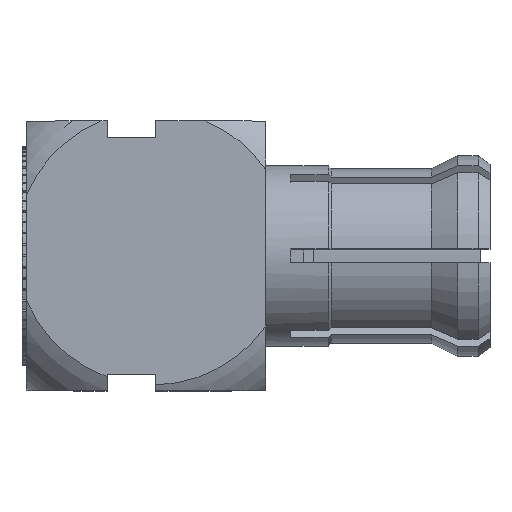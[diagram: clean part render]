
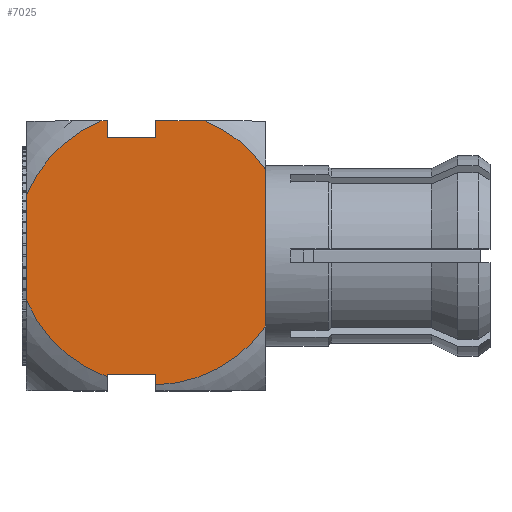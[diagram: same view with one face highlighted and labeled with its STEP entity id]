
A CAD part, top view. The second image highlights one B-rep face of the part: STEP entity #7025.
In plain terms, the highlighted planar face has unit normal (0, 0, 1).
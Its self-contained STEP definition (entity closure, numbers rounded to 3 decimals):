
#113=LINE('',#10516,#717);
#116=LINE('',#10538,#720);
#123=LINE('',#10592,#727);
#125=LINE('',#10617,#729);
#127=LINE('',#10640,#731);
#131=LINE('',#10653,#735);
#136=LINE('',#10675,#740);
#137=LINE('',#10678,#741);
#138=LINE('',#10680,#742);
#139=LINE('',#10682,#743);
#717=VECTOR('',#8306,1000.);
#720=VECTOR('',#8311,1000.);
#727=VECTOR('',#8326,1000.);
#729=VECTOR('',#8332,1000.);
#731=VECTOR('',#8336,1000.);
#735=VECTOR('',#8342,1000.);
#740=VECTOR('',#8365,1000.);
#741=VECTOR('',#8370,1000.);
#742=VECTOR('',#8371,1000.);
#743=VECTOR('',#8372,1000.);
#1327=PLANE('',#7519);
#1659=ORIENTED_EDGE('',*,*,#3785,.F.);
#1660=ORIENTED_EDGE('',*,*,#3756,.F.);
#1661=ORIENTED_EDGE('',*,*,#3786,.F.);
#1662=ORIENTED_EDGE('',*,*,#3774,.F.);
#1663=ORIENTED_EDGE('',*,*,#3787,.T.);
#1664=ORIENTED_EDGE('',*,*,#3769,.T.);
#1665=ORIENTED_EDGE('',*,*,#3788,.F.);
#1666=ORIENTED_EDGE('',*,*,#3763,.F.);
#1667=ORIENTED_EDGE('',*,*,#3789,.F.);
#1668=ORIENTED_EDGE('',*,*,#3736,.F.);
#1669=ORIENTED_EDGE('',*,*,#3790,.F.);
#1670=ORIENTED_EDGE('',*,*,#3791,.T.);
#1671=ORIENTED_EDGE('',*,*,#3792,.T.);
#1672=ORIENTED_EDGE('',*,*,#3742,.F.);
#3736=EDGE_CURVE('',#4805,#4806,#113,.T.);
#3742=EDGE_CURVE('',#4811,#4812,#116,.T.);
#3756=EDGE_CURVE('',#4824,#4825,#123,.T.);
#3763=EDGE_CURVE('',#4829,#4830,#125,.T.);
#3769=EDGE_CURVE('',#4834,#4833,#127,.T.);
#3774=EDGE_CURVE('',#4837,#4838,#131,.T.);
#3785=EDGE_CURVE('',#4825,#4811,#5539,.T.);
#3786=EDGE_CURVE('',#4838,#4824,#5540,.T.);
#3787=EDGE_CURVE('',#4837,#4834,#136,.T.);
#3788=EDGE_CURVE('',#4830,#4833,#5541,.T.);
#3789=EDGE_CURVE('',#4806,#4829,#5542,.T.);
#3790=EDGE_CURVE('',#4842,#4805,#137,.T.);
#3791=EDGE_CURVE('',#4842,#4843,#138,.T.);
#3792=EDGE_CURVE('',#4843,#4812,#139,.T.);
#4805=VERTEX_POINT('',#10515);
#4806=VERTEX_POINT('',#10517);
#4811=VERTEX_POINT('',#10537);
#4812=VERTEX_POINT('',#10539);
#4824=VERTEX_POINT('',#10591);
#4825=VERTEX_POINT('',#10593);
#4829=VERTEX_POINT('',#10616);
#4830=VERTEX_POINT('',#10618);
#4833=VERTEX_POINT('',#10639);
#4834=VERTEX_POINT('',#10641);
#4837=VERTEX_POINT('',#10652);
#4838=VERTEX_POINT('',#10654);
#4842=VERTEX_POINT('',#10679);
#4843=VERTEX_POINT('',#10681);
#5539=CIRCLE('',#7520,2.543);
#5540=CIRCLE('',#7521,2.543);
#5541=CIRCLE('',#7522,2.543);
#5542=CIRCLE('',#7523,2.543);
#5927=EDGE_LOOP('',(#1659,#1660,#1661,#1662,#1663,#1664,#1665,#1666,#1667,
#1668,#1669,#1670,#1671,#1672));
#6396=FACE_BOUND('',#5927,.T.);
#7025=ADVANCED_FACE('',(#6396),#1327,.F.);
#7519=AXIS2_PLACEMENT_3D('',#10672,#8359,#8360);
#7520=AXIS2_PLACEMENT_3D('',#10673,#8361,#8362);
#7521=AXIS2_PLACEMENT_3D('',#10674,#8363,#8364);
#7522=AXIS2_PLACEMENT_3D('',#10676,#8366,#8367);
#7523=AXIS2_PLACEMENT_3D('',#10677,#8368,#8369);
#8306=DIRECTION('',(1.,0.,0.));
#8311=DIRECTION('',(1.,0.,0.));
#8326=DIRECTION('',(0.,1.,0.));
#8332=DIRECTION('',(0.,-1.,0.));
#8336=DIRECTION('',(0.,-1.,0.));
#8342=DIRECTION('',(0.,-1.,0.));
#8359=DIRECTION('',(0.,0.,-1.));
#8360=DIRECTION('',(-1.,0.,0.));
#8361=DIRECTION('',(0.,0.,-1.));
#8362=DIRECTION('',(0.,1.,0.));
#8363=DIRECTION('',(0.,0.,-1.));
#8364=DIRECTION('',(0.,1.,0.));
#8365=DIRECTION('',(1.,0.,0.));
#8366=DIRECTION('',(0.,0.,-1.));
#8367=DIRECTION('',(0.,1.,0.));
#8368=DIRECTION('',(0.,0.,-1.));
#8369=DIRECTION('',(0.,1.,0.));
#8370=DIRECTION('',(0.,1.,0.));
#8371=DIRECTION('',(-1.,0.,0.));
#8372=DIRECTION('',(0.,1.,0.));
#10515=CARTESIAN_POINT('',(-0.12,2.5,5.));
#10516=CARTESIAN_POINT('',(-2.52,2.5,5.));
#10517=CARTESIAN_POINT('',(0.8,2.5,5.));
#10537=CARTESIAN_POINT('',(-1.136,2.5,5.));
#10538=CARTESIAN_POINT('',(-2.52,2.5,5.));
#10539=CARTESIAN_POINT('',(-1.02,2.5,5.));
#10591=CARTESIAN_POINT('',(-2.52,-0.816,5.));
#10592=CARTESIAN_POINT('',(-2.52,-2.5,5.));
#10593=CARTESIAN_POINT('',(-2.52,1.114,5.));
#10616=CARTESIAN_POINT('',(1.92,1.6,5.));
#10617=CARTESIAN_POINT('',(1.92,2.5,5.));
#10618=CARTESIAN_POINT('',(1.92,-1.302,5.));
#10639=CARTESIAN_POINT('',(-0.12,-2.393,5.));
#10640=CARTESIAN_POINT('',(-0.12,-2.2,5.));
#10641=CARTESIAN_POINT('',(-0.12,-2.2,5.));
#10652=CARTESIAN_POINT('',(-1.02,-2.2,5.));
#10653=CARTESIAN_POINT('',(-1.02,-2.2,5.));
#10654=CARTESIAN_POINT('',(-1.02,-2.247,5.));
#10672=CARTESIAN_POINT('',(0.,0.,5.));
#10673=CARTESIAN_POINT('',(-0.168,0.149,5.));
#10674=CARTESIAN_POINT('',(-0.168,0.149,5.));
#10675=CARTESIAN_POINT('',(-0.12,-2.2,5.));
#10676=CARTESIAN_POINT('',(-0.168,0.149,5.));
#10677=CARTESIAN_POINT('',(-0.168,0.149,5.));
#10678=CARTESIAN_POINT('',(-0.12,2.2,5.));
#10679=CARTESIAN_POINT('',(-0.12,2.2,5.));
#10680=CARTESIAN_POINT('',(-0.12,2.2,5.));
#10681=CARTESIAN_POINT('',(-1.02,2.2,5.));
#10682=CARTESIAN_POINT('',(-1.02,2.2,5.));
